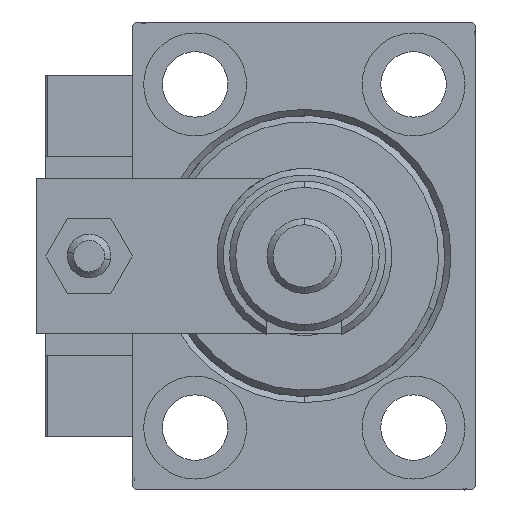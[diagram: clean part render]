
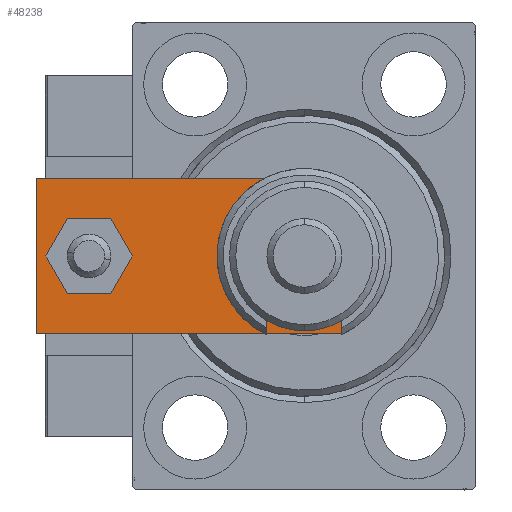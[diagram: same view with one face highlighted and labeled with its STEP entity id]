
A CAD part, left-side view. The second image highlights one B-rep face of the part: STEP entity #48238.
In plain terms, the highlighted face is planar.
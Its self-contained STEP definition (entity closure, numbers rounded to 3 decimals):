
#658 = DIRECTION ( 'NONE',  ( 0.707, -0.707, 0. ) ) ;
#1701 = EDGE_CURVE ( 'NONE', #39136, #15166, #43896, .T. ) ;
#2236 = CARTESIAN_POINT ( 'NONE',  ( 12.5, 0., 6. ) ) ;
#2433 = EDGE_LOOP ( 'NONE', ( #17435, #30831, #43980, #13155, #16905, #51392 ) ) ;
#2548 = FACE_BOUND ( 'NONE', #3987, .T. ) ;
#3224 = VECTOR ( 'NONE', #31703, 1000. ) ;
#3465 = VERTEX_POINT ( 'NONE', #39168 ) ;
#3987 = EDGE_LOOP ( 'NONE', ( #32414, #35138 ) ) ;
#4553 = VECTOR ( 'NONE', #17158, 1000. ) ;
#5192 = CARTESIAN_POINT ( 'NONE',  ( -3.42, -3.42, 6. ) ) ;
#6035 = PLANE ( 'NONE',  #7413 ) ;
#6264 = CARTESIAN_POINT ( 'NONE',  ( -12.5, 55., 6. ) ) ;
#6673 = DIRECTION ( 'NONE',  ( 1., 0., 0. ) ) ;
#6853 = CARTESIAN_POINT ( 'NONE',  ( 0., 12., 6. ) ) ;
#7413 = AXIS2_PLACEMENT_3D ( 'NONE', #35199, #22617, #9786 ) ;
#8110 = CARTESIAN_POINT ( 'NONE',  ( -6.84, 0., 6. ) ) ;
#9786 = DIRECTION ( 'NONE',  ( 1., 0., 0. ) ) ;
#10012 = CARTESIAN_POINT ( 'NONE',  ( -4., 46.5, 6. ) ) ;
#11118 = DIRECTION ( 'NONE',  ( 0., 0., 1. ) ) ;
#11602 = CARTESIAN_POINT ( 'NONE',  ( 12.5, 55., 6. ) ) ;
#11664 = DIRECTION ( 'NONE',  ( -1., 0., 0. ) ) ;
#12029 = EDGE_CURVE ( 'NONE', #3465, #39136, #20997, .T. ) ;
#13081 = VERTEX_POINT ( 'NONE', #11602 ) ;
#13155 = ORIENTED_EDGE ( 'NONE', *, *, #49531, .T. ) ;
#13219 = DIRECTION ( 'NONE',  ( 1., 0., 0. ) ) ;
#13274 = VECTOR ( 'NONE', #34939, 1000. ) ;
#13285 = CARTESIAN_POINT ( 'NONE',  ( 6.84, 0., 6. ) ) ;
#13390 = VERTEX_POINT ( 'NONE', #30585 ) ;
#14571 = LINE ( 'NONE', #46992, #13274 ) ;
#15166 = VERTEX_POINT ( 'NONE', #13285 ) ;
#15223 = CARTESIAN_POINT ( 'NONE',  ( 0., 46.5, 6. ) ) ;
#15375 = LINE ( 'NONE', #15636, #3224 ) ;
#15636 = CARTESIAN_POINT ( 'NONE',  ( 3.42, -3.42, 6. ) ) ;
#15670 = EDGE_CURVE ( 'NONE', #33670, #13081, #42943, .T. ) ;
#16905 = ORIENTED_EDGE ( 'NONE', *, *, #15670, .T. ) ;
#17158 = DIRECTION ( 'NONE',  ( 0., 1., 0. ) ) ;
#17308 = AXIS2_PLACEMENT_3D ( 'NONE', #45386, #25015, #13219 ) ;
#17370 = EDGE_CURVE ( 'NONE', #13390, #51011, #40388, .T. ) ;
#17435 = ORIENTED_EDGE ( 'NONE', *, *, #24078, .T. ) ;
#17564 = ORIENTED_EDGE ( 'NONE', *, *, #29184, .F. ) ;
#19347 = CIRCLE ( 'NONE', #51849, 4. ) ;
#19459 = LINE ( 'NONE', #31751, #37323 ) ;
#20997 = LINE ( 'NONE', #5192, #37259 ) ;
#22102 = FACE_OUTER_BOUND ( 'NONE', #2433, .T. ) ;
#22234 = EDGE_CURVE ( 'NONE', #51011, #13390, #46545, .T. ) ;
#22617 = DIRECTION ( 'NONE',  ( 0., 0., 1. ) ) ;
#22883 = FACE_BOUND ( 'NONE', #47782, .T. ) ;
#23044 = CARTESIAN_POINT ( 'NONE',  ( 4., 46.5, 6. ) ) ;
#23175 = DIRECTION ( 'NONE',  ( 1., 0., 0. ) ) ;
#23256 = CARTESIAN_POINT ( 'NONE',  ( -12.5, 0., 6. ) ) ;
#23532 = ORIENTED_EDGE ( 'NONE', *, *, #47036, .F. ) ;
#24078 = EDGE_CURVE ( 'NONE', #39003, #3465, #14571, .T. ) ;
#25015 = DIRECTION ( 'NONE',  ( 0., 0., 1. ) ) ;
#29184 = EDGE_CURVE ( 'NONE', #46543, #37916, #35591, .T. ) ;
#30585 = CARTESIAN_POINT ( 'NONE',  ( 8.25, 12., 6. ) ) ;
#30831 = ORIENTED_EDGE ( 'NONE', *, *, #12029, .T. ) ;
#31694 = VECTOR ( 'NONE', #6673, 1000. ) ;
#31703 = DIRECTION ( 'NONE',  ( 0.707, 0.707, 0. ) ) ;
#31751 = CARTESIAN_POINT ( 'NONE',  ( 12.5, 55., 6. ) ) ;
#32080 = DIRECTION ( 'NONE',  ( 0., 0., 1. ) ) ;
#32414 = ORIENTED_EDGE ( 'NONE', *, *, #22234, .F. ) ;
#32689 = CARTESIAN_POINT ( 'NONE',  ( 12.5, 5.66, 6. ) ) ;
#33670 = VERTEX_POINT ( 'NONE', #32689 ) ;
#34939 = DIRECTION ( 'NONE',  ( 0., -1., 0. ) ) ;
#35138 = ORIENTED_EDGE ( 'NONE', *, *, #17370, .F. ) ;
#35199 = CARTESIAN_POINT ( 'NONE',  ( 0., 0., 6. ) ) ;
#35591 = CIRCLE ( 'NONE', #50982, 4. ) ;
#36039 = DIRECTION ( 'NONE',  ( 0., 0., 1. ) ) ;
#36312 = CARTESIAN_POINT ( 'NONE',  ( 0., 46.5, 6. ) ) ;
#37259 = VECTOR ( 'NONE', #658, 1000. ) ;
#37323 = VECTOR ( 'NONE', #11664, 1000. ) ;
#37916 = VERTEX_POINT ( 'NONE', #10012 ) ;
#39003 = VERTEX_POINT ( 'NONE', #6264 ) ;
#39136 = VERTEX_POINT ( 'NONE', #8110 ) ;
#39168 = CARTESIAN_POINT ( 'NONE',  ( -12.5, 5.66, 6. ) ) ;
#40131 = DIRECTION ( 'NONE',  ( 1., 0., 0. ) ) ;
#40388 = CIRCLE ( 'NONE', #17308, 8.25 ) ;
#42943 = LINE ( 'NONE', #2236, #4553 ) ;
#43896 = LINE ( 'NONE', #23256, #31694 ) ;
#43980 = ORIENTED_EDGE ( 'NONE', *, *, #1701, .T. ) ;
#43987 = AXIS2_PLACEMENT_3D ( 'NONE', #6853, #11118, #23175 ) ;
#44095 = DIRECTION ( 'NONE',  ( 1., 0., 0. ) ) ;
#45386 = CARTESIAN_POINT ( 'NONE',  ( 0., 12., 6. ) ) ;
#46543 = VERTEX_POINT ( 'NONE', #23044 ) ;
#46545 = CIRCLE ( 'NONE', #43987, 8.25 ) ;
#46992 = CARTESIAN_POINT ( 'NONE',  ( -12.5, 55., 6. ) ) ;
#47036 = EDGE_CURVE ( 'NONE', #37916, #46543, #19347, .T. ) ;
#47144 = EDGE_CURVE ( 'NONE', #13081, #39003, #19459, .T. ) ;
#47765 = CARTESIAN_POINT ( 'NONE',  ( -8.25, 12., 6. ) ) ;
#47782 = EDGE_LOOP ( 'NONE', ( #23532, #17564 ) ) ;
#48238 = ADVANCED_FACE ( 'NONE', ( #22883, #22102, #2548 ), #6035, .T. ) ;
#49531 = EDGE_CURVE ( 'NONE', #15166, #33670, #15375, .T. ) ;
#50982 = AXIS2_PLACEMENT_3D ( 'NONE', #15223, #32080, #40131 ) ;
#51011 = VERTEX_POINT ( 'NONE', #47765 ) ;
#51392 = ORIENTED_EDGE ( 'NONE', *, *, #47144, .T. ) ;
#51849 = AXIS2_PLACEMENT_3D ( 'NONE', #36312, #36039, #44095 ) ;
